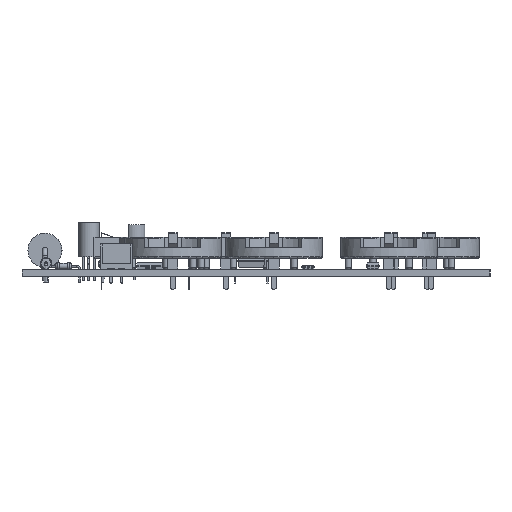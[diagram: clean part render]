
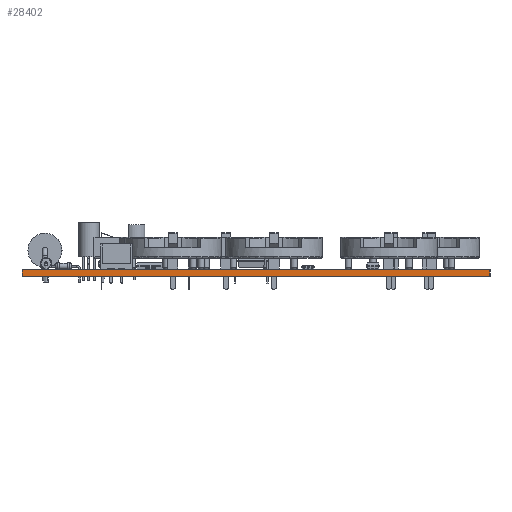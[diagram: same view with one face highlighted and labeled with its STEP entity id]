
A CAD part, left-side view. The second image highlights one B-rep face of the part: STEP entity #28402.
In plain terms, the highlighted planar face has unit normal (-1, 0, 0).
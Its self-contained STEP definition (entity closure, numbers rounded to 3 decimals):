
#28346 = VERTEX_POINT('',#28347);
#28347 = CARTESIAN_POINT('',(70.975,-138.525,1.6));
#28353 = EDGE_CURVE('',#28354,#28346,#28356,.T.);
#28354 = VERTEX_POINT('',#28355);
#28355 = CARTESIAN_POINT('',(70.975,-138.525,0.));
#28356 = LINE('',#28357,#28358);
#28357 = CARTESIAN_POINT('',(70.975,-138.525,0.));
#28358 = VECTOR('',#28359,1.);
#28359 = DIRECTION('',(0.,0.,1.));
#28402 = ADVANCED_FACE('',(#28403),#28428,.T.);
#28403 = FACE_BOUND('',#28404,.T.);
#28404 = EDGE_LOOP('',(#28405,#28406,#28414,#28422));
#28405 = ORIENTED_EDGE('',*,*,#28353,.T.);
#28406 = ORIENTED_EDGE('',*,*,#28407,.T.);
#28407 = EDGE_CURVE('',#28346,#28408,#28410,.T.);
#28408 = VERTEX_POINT('',#28409);
#28409 = CARTESIAN_POINT('',(70.975,-28.554,1.6));
#28410 = LINE('',#28411,#28412);
#28411 = CARTESIAN_POINT('',(70.975,-138.525,1.6));
#28412 = VECTOR('',#28413,1.);
#28413 = DIRECTION('',(0.,1.,0.));
#28414 = ORIENTED_EDGE('',*,*,#28415,.F.);
#28415 = EDGE_CURVE('',#28416,#28408,#28418,.T.);
#28416 = VERTEX_POINT('',#28417);
#28417 = CARTESIAN_POINT('',(70.975,-28.554,0.));
#28418 = LINE('',#28419,#28420);
#28419 = CARTESIAN_POINT('',(70.975,-28.554,0.));
#28420 = VECTOR('',#28421,1.);
#28421 = DIRECTION('',(0.,0.,1.));
#28422 = ORIENTED_EDGE('',*,*,#28423,.F.);
#28423 = EDGE_CURVE('',#28354,#28416,#28424,.T.);
#28424 = LINE('',#28425,#28426);
#28425 = CARTESIAN_POINT('',(70.975,-138.525,0.));
#28426 = VECTOR('',#28427,1.);
#28427 = DIRECTION('',(0.,1.,0.));
#28428 = PLANE('',#28429);
#28429 = AXIS2_PLACEMENT_3D('',#28430,#28431,#28432);
#28430 = CARTESIAN_POINT('',(70.975,-138.525,0.));
#28431 = DIRECTION('',(-1.,0.,0.));
#28432 = DIRECTION('',(0.,1.,0.));
